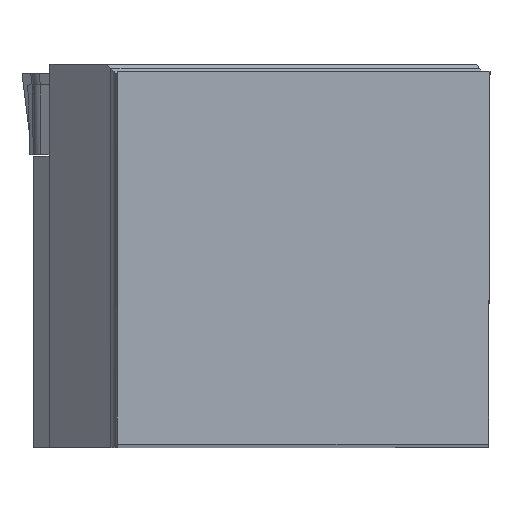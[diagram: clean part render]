
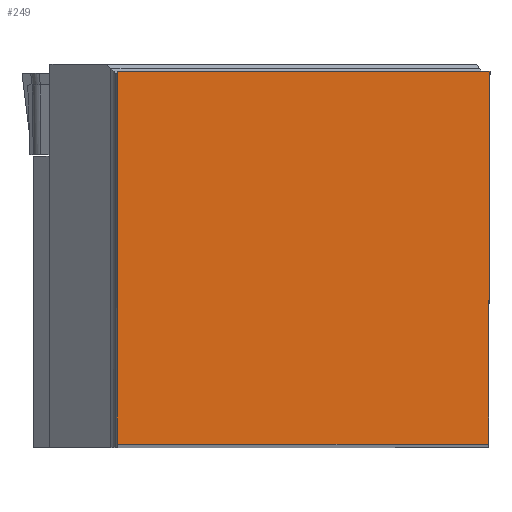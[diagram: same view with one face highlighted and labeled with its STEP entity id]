
A CAD part, top view. The second image highlights one B-rep face of the part: STEP entity #249.
In plain terms, the highlighted planar face has unit normal (0, 0, 1).
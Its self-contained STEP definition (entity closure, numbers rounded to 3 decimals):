
#249=ADVANCED_FACE('CU_BACK_SU1',(#393),#341,.F.);
#341=PLANE('',#1814);
#393=FACE_OUTER_BOUND('',#476,.T.);
#476=EDGE_LOOP('',(#641,#642,#643,#644));
#641=ORIENTED_EDGE('',*,*,#1260,.F.);
#642=ORIENTED_EDGE('',*,*,#1254,.T.);
#643=ORIENTED_EDGE('',*,*,#1261,.T.);
#644=ORIENTED_EDGE('',*,*,#1262,.T.);
#1094=VERTEX_POINT('',#2486);
#1095=VERTEX_POINT('',#2488);
#1099=VERTEX_POINT('',#2500);
#1100=VERTEX_POINT('',#2502);
#1254=EDGE_CURVE('',#1095,#1094,#1485,.T.);
#1260=EDGE_CURVE('',#1095,#1099,#1490,.T.);
#1261=EDGE_CURVE('',#1094,#1100,#1491,.T.);
#1262=EDGE_CURVE('',#1100,#1099,#1492,.T.);
#1485=LINE('',#2487,#1616);
#1490=LINE('',#2499,#1621);
#1491=LINE('',#2501,#1622);
#1492=LINE('',#2503,#1623);
#1616=VECTOR('',#2007,1.);
#1621=VECTOR('',#2018,1.);
#1622=VECTOR('',#2019,1.);
#1623=VECTOR('',#2020,1.);
#1814=AXIS2_PLACEMENT_3D('',#2504,#2021,#2022);
#2007=DIRECTION('',(1.,0.,0.));
#2018=DIRECTION('',(0.,1.,0.));
#2019=DIRECTION('',(0.004,1.,0.));
#2020=DIRECTION('',(-1.,0.,0.));
#2021=DIRECTION('',(0.,0.,-1.));
#2022=DIRECTION('',(0.,-1.,0.));
#2486=CARTESIAN_POINT('',(-0.11,0.,0.));
#2487=CARTESIAN_POINT('',(23.264,0.,0.));
#2488=CARTESIAN_POINT('',(-25.273,0.,0.));
#2499=CARTESIAN_POINT('',(-25.273,45.273,0.));
#2500=CARTESIAN_POINT('',(-25.273,25.273,0.));
#2501=CARTESIAN_POINT('',(0.088,45.374,0.));
#2502=CARTESIAN_POINT('',(0.,25.273,0.));
#2503=CARTESIAN_POINT('',(23.264,25.273,0.));
#2504=CARTESIAN_POINT('',(23.264,45.273,0.));
